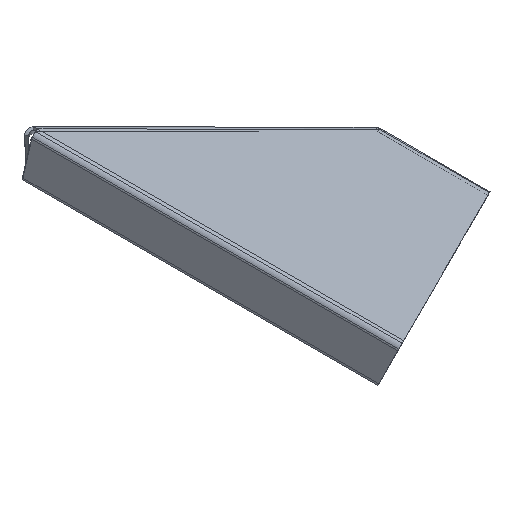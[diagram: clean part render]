
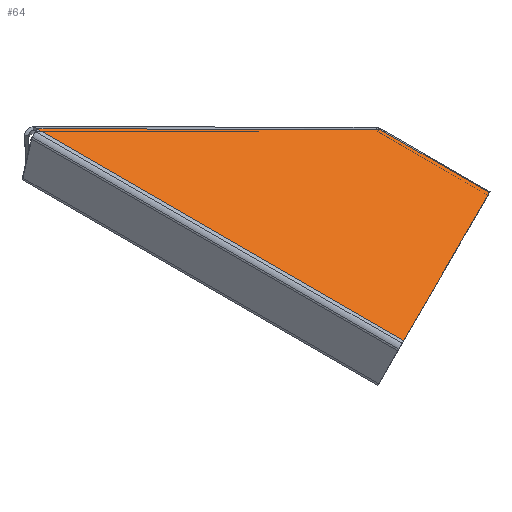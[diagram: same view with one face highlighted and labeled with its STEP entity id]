
A CAD part, top view. The second image highlights one B-rep face of the part: STEP entity #64.
In plain terms, the highlighted planar face has unit normal (0.433, 0.75, 0.5).
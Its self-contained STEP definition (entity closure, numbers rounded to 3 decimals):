
#47 = CARTESIAN_POINT ( 'NONE',  ( -35.639, -0.45, 399.105 ) ) ;
#64 = ADVANCED_FACE ( 'NONE', ( #1090 ), #458, .T. ) ;
#82 = CARTESIAN_POINT ( 'NONE',  ( 61.301, -56.423, 399.11 ) ) ;
#192 = DIRECTION ( 'NONE',  ( -0.756, 0., 0.655 ) ) ;
#218 = CARTESIAN_POINT ( 'NONE',  ( 60.516, -13.914, 336.028 ) ) ;
#222 = DIRECTION ( 'NONE',  ( 0., -0.555, 0.832 ) ) ;
#228 = DIRECTION ( 'NONE',  ( 0.866, -0.5, 0. ) ) ;
#232 = CARTESIAN_POINT ( 'NONE',  ( 42.302, -45.453, 399.109 ) ) ;
#287 = DIRECTION ( 'NONE',  ( -0.25, -0.433, 0.866 ) ) ;
#315 = CARTESIAN_POINT ( 'NONE',  ( 79.721, 137.65, 92.053 ) ) ;
#396 = ORIENTED_EDGE ( 'NONE', *, *, #953, .F. ) ;
#405 = CARTESIAN_POINT ( 'NONE',  ( 39.827, -49.739, 407.682 ) ) ;
#408 = ORIENTED_EDGE ( 'NONE', *, *, #1464, .T. ) ;
#458 = PLANE ( 'NONE',  #1212 ) ;
#463 = LINE ( 'NONE', #405, #735 ) ;
#496 = LINE ( 'NONE', #618, #1314 ) ;
#618 = CARTESIAN_POINT ( 'NONE',  ( 134.138, -56.423, 336.032 ) ) ;
#675 = EDGE_CURVE ( 'NONE', #969, #1462, #496, .T. ) ;
#735 = VECTOR ( 'NONE', #287, 1000. ) ;
#874 = ORIENTED_EDGE ( 'NONE', *, *, #675, .F. ) ;
#925 = VERTEX_POINT ( 'NONE', #47 ) ;
#953 = EDGE_CURVE ( 'NONE', #1462, #1442, #463, .T. ) ;
#969 = VERTEX_POINT ( 'NONE', #1477 ) ;
#978 = VECTOR ( 'NONE', #192, 1000. ) ;
#988 = ORIENTED_EDGE ( 'NONE', *, *, #1121, .F. ) ;
#1005 = CARTESIAN_POINT ( 'NONE',  ( 182.232, -0.45, 210.423 ) ) ;
#1019 = EDGE_LOOP ( 'NONE', ( #988, #396, #874, #408 ) ) ;
#1090 = FACE_OUTER_BOUND ( 'NONE', #1019, .T. ) ;
#1121 = EDGE_CURVE ( 'NONE', #1442, #925, #1261, .T. ) ;
#1212 = AXIS2_PLACEMENT_3D ( 'NONE', #315, #1282, #222 ) ;
#1261 = LINE ( 'NONE', #82, #1499 ) ;
#1282 = DIRECTION ( 'NONE',  ( 0.433, 0.75, 0.5 ) ) ;
#1314 = VECTOR ( 'NONE', #228, 1000. ) ;
#1355 = LINE ( 'NONE', #1005, #978 ) ;
#1442 = VERTEX_POINT ( 'NONE', #232 ) ;
#1462 = VERTEX_POINT ( 'NONE', #218 ) ;
#1464 = EDGE_CURVE ( 'NONE', #969, #925, #1355, .T. ) ;
#1477 = CARTESIAN_POINT ( 'NONE',  ( 37.198, -0.45, 336.026 ) ) ;
#1499 = VECTOR ( 'NONE', #1526, 1000. ) ;
#1526 = DIRECTION ( 'NONE',  ( -0.866, 0.5, 0. ) ) ;
